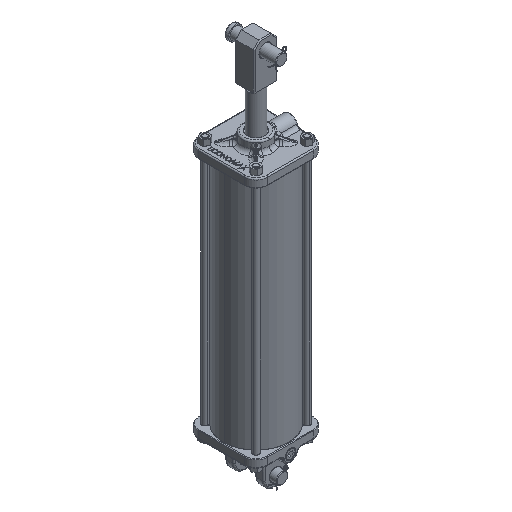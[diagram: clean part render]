
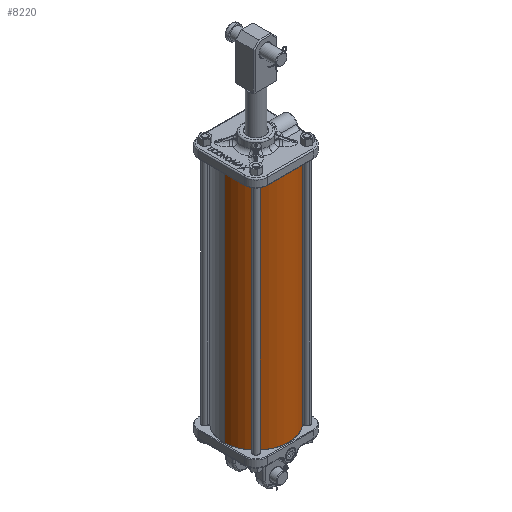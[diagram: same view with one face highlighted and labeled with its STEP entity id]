
A CAD part, isometric view. The second image highlights one B-rep face of the part: STEP entity #8220.
In plain terms, the highlighted cylindrical face has radius 53.975 mm (diameter 107.95 mm), a partial arc.
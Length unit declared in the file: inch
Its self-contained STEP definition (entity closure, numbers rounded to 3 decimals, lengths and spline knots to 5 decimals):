
#2925 = ORIENTED_EDGE ( 'NONE', *, *, #20834, .F. ) ;
#4018 = AXIS2_PLACEMENT_3D ( 'NONE', #13328, #28864, #40607 ) ;
#5467 = VERTEX_POINT ( 'NONE', #41882 ) ;
#8220 = ADVANCED_FACE ( 'NONE', ( #17999 ), #33797, .T. ) ;
#10601 = DIRECTION ( 'NONE',  ( 0., 0., 1. ) ) ;
#10914 = EDGE_CURVE ( 'NONE', #36490, #5467, #30730, .T. ) ;
#13328 = CARTESIAN_POINT ( 'NONE',  ( 0., 0., -15.5 ) ) ;
#17999 = FACE_OUTER_BOUND ( 'NONE', #47221, .T. ) ;
#18705 = ORIENTED_EDGE ( 'NONE', *, *, #49840, .T. ) ;
#19368 = DIRECTION ( 'NONE',  ( 1., 0., 0. ) ) ;
#20834 = EDGE_CURVE ( 'NONE', #46560, #24049, #31356, .T. ) ;
#22073 = DIRECTION ( 'NONE',  ( 1., 0., 0. ) ) ;
#24049 = VERTEX_POINT ( 'NONE', #34828 ) ;
#26134 = CARTESIAN_POINT ( 'NONE',  ( 0., 0., -21.63541 ) ) ;
#26687 = ORIENTED_EDGE ( 'NONE', *, *, #10914, .T. ) ;
#27140 = CARTESIAN_POINT ( 'NONE',  ( -2.125, 0., -15.5 ) ) ;
#28236 = AXIS2_PLACEMENT_3D ( 'NONE', #28258, #49981, #19368 ) ;
#28258 = CARTESIAN_POINT ( 'NONE',  ( 0., 0., 0. ) ) ;
#28864 = DIRECTION ( 'NONE',  ( 0., 0., 1. ) ) ;
#30408 = CARTESIAN_POINT ( 'NONE',  ( 2.125, 0., -15.5 ) ) ;
#30730 = LINE ( 'NONE', #46279, #42372 ) ;
#31356 = LINE ( 'NONE', #40023, #34231 ) ;
#33797 = CYLINDRICAL_SURFACE ( 'NONE', #40956, 2.125 ) ;
#34231 = VECTOR ( 'NONE', #35443, 39.37008 ) ;
#34808 = DIRECTION ( 'NONE',  ( 0., 0., 1. ) ) ;
#34828 = CARTESIAN_POINT ( 'NONE',  ( 2.125, 0., 0. ) ) ;
#35443 = DIRECTION ( 'NONE',  ( 0., 0., 1. ) ) ;
#36490 = VERTEX_POINT ( 'NONE', #27140 ) ;
#38932 = ORIENTED_EDGE ( 'NONE', *, *, #41487, .F. ) ;
#40023 = CARTESIAN_POINT ( 'NONE',  ( 2.125, 0., -21.63541 ) ) ;
#40607 = DIRECTION ( 'NONE',  ( -1., 0., 0. ) ) ;
#40956 = AXIS2_PLACEMENT_3D ( 'NONE', #26134, #10601, #22073 ) ;
#41487 = EDGE_CURVE ( 'NONE', #24049, #5467, #49416, .T. ) ;
#41882 = CARTESIAN_POINT ( 'NONE',  ( -2.125, 0., 0. ) ) ;
#42260 = CIRCLE ( 'NONE', #4018, 2.125 ) ;
#42372 = VECTOR ( 'NONE', #34808, 39.37008 ) ;
#46279 = CARTESIAN_POINT ( 'NONE',  ( -2.125, 0., -21.63541 ) ) ;
#46560 = VERTEX_POINT ( 'NONE', #30408 ) ;
#47221 = EDGE_LOOP ( 'NONE', ( #18705, #26687, #38932, #2925 ) ) ;
#49416 = CIRCLE ( 'NONE', #28236, 2.125 ) ;
#49840 = EDGE_CURVE ( 'NONE', #46560, #36490, #42260, .T. ) ;
#49981 = DIRECTION ( 'NONE',  ( 0., 0., 1. ) ) ;
